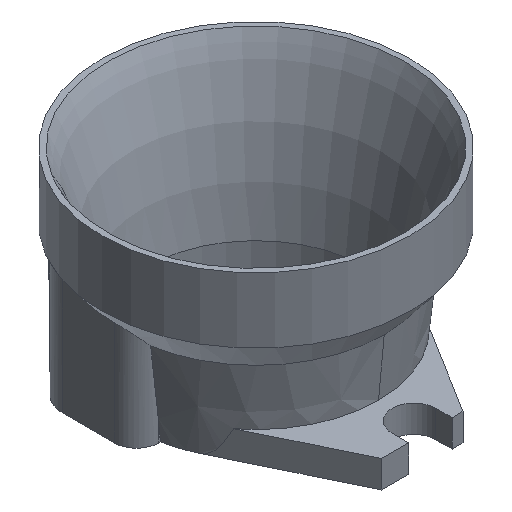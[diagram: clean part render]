
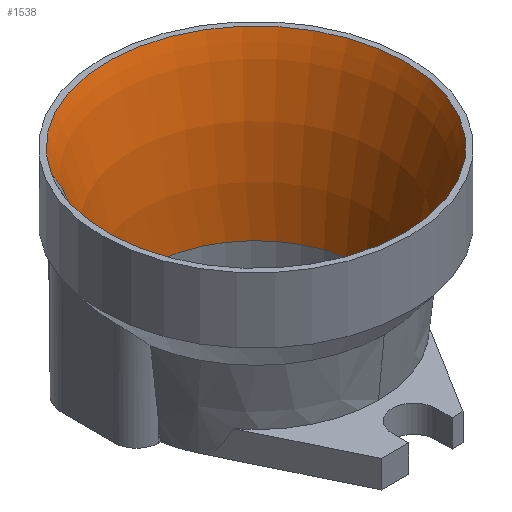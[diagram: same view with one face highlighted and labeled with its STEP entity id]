
A CAD part, isometric view. The second image highlights one B-rep face of the part: STEP entity #1538.
In plain terms, the highlighted face is a revolution surface.
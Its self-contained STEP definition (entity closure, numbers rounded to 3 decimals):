
#959 = VERTEX_POINT('',#960);
#960 = CARTESIAN_POINT('',(20.,0.,5.));
#965 = EDGE_CURVE('',#959,#966,#968,.T.);
#966 = VERTEX_POINT('',#967);
#967 = CARTESIAN_POINT('',(0.,-20.,5.));
#968 = CIRCLE('',#969,20.);
#969 = AXIS2_PLACEMENT_3D('',#970,#971,#972);
#970 = CARTESIAN_POINT('',(0.,0.,5.));
#971 = DIRECTION('',(0.,0.,-1.));
#972 = DIRECTION('',(1.,0.,0.));
#984 = VERTEX_POINT('',#985);
#985 = CARTESIAN_POINT('',(-13.159,15.061,5.));
#992 = EDGE_CURVE('',#984,#959,#993,.T.);
#993 = CIRCLE('',#994,20.);
#994 = AXIS2_PLACEMENT_3D('',#995,#996,#997);
#995 = CARTESIAN_POINT('',(0.,0.,5.));
#996 = DIRECTION('',(0.,0.,-1.));
#997 = DIRECTION('',(1.,0.,0.));
#1538 = ADVANCED_FACE('',(#1539),#1594,.T.);
#1539 = FACE_BOUND('',#1540,.T.);
#1540 = EDGE_LOOP('',(#1541,#1549,#1558,#1577,#1592,#1593));
#1541 = ORIENTED_EDGE('',*,*,#1542,.F.);
#1542 = EDGE_CURVE('',#1543,#966,#1545,.T.);
#1543 = VERTEX_POINT('',#1544);
#1544 = CARTESIAN_POINT('',(0.,-27.25,34.));
#1545 = B_SPLINE_CURVE_WITH_KNOTS('',2,(#1546,#1547,#1548),
  .UNSPECIFIED.,.F.,.F.,(3,3),(0.,0.822),
  .PIECEWISE_BEZIER_KNOTS.);
#1546 = CARTESIAN_POINT('',(0.,-27.25,34.));
#1547 = CARTESIAN_POINT('',(0.,-21.602,23.132));
#1548 = CARTESIAN_POINT('',(0.,-20.,5.));
#1549 = ORIENTED_EDGE('',*,*,#1550,.T.);
#1550 = EDGE_CURVE('',#1543,#1551,#1553,.T.);
#1551 = VERTEX_POINT('',#1552);
#1552 = CARTESIAN_POINT('',(-23.145,14.384,34.));
#1553 = CIRCLE('',#1554,27.25);
#1554 = AXIS2_PLACEMENT_3D('',#1555,#1556,#1557);
#1555 = CARTESIAN_POINT('',(0.,0.,34.));
#1556 = DIRECTION('',(0.,0.,1.));
#1557 = DIRECTION('',(0.,-1.,0.));
#1558 = ORIENTED_EDGE('',*,*,#1559,.T.);
#1559 = EDGE_CURVE('',#1551,#1560,#1562,.T.);
#1560 = VERTEX_POINT('',#1561);
#1561 = CARTESIAN_POINT('',(-20.5,15.061,30.074));
#1562 = B_SPLINE_CURVE_WITH_KNOTS('',7,(#1563,#1564,#1565,#1566,#1567,
    #1568,#1569,#1570,#1571,#1572,#1573,#1574,#1575,#1576),
  .UNSPECIFIED.,.F.,.F.,(8,6,8),(0.,0.503,1.),.UNSPECIFIED.);
#1563 = CARTESIAN_POINT('',(-23.145,14.384,34.));
#1564 = CARTESIAN_POINT('',(-22.91,14.512,
    33.748));
#1565 = CARTESIAN_POINT('',(-22.684,14.619,
    33.486));
#1566 = CARTESIAN_POINT('',(-22.466,14.708,
    33.218));
#1567 = CARTESIAN_POINT('',(-22.256,14.782,
    32.944));
#1568 = CARTESIAN_POINT('',(-22.053,14.844,
    32.665));
#1569 = CARTESIAN_POINT('',(-21.858,14.894,
    32.383));
#1570 = CARTESIAN_POINT('',(-21.484,14.976,
    31.816));
#1571 = CARTESIAN_POINT('',(-21.304,15.007,
    31.531));
#1572 = CARTESIAN_POINT('',(-21.132,15.03,
    31.243));
#1573 = CARTESIAN_POINT('',(-20.965,15.046,
    30.953));
#1574 = CARTESIAN_POINT('',(-20.805,15.057,
    30.662));
#1575 = CARTESIAN_POINT('',(-20.65,15.061,
    30.369));
#1576 = CARTESIAN_POINT('',(-20.5,15.061,30.074));
#1577 = ORIENTED_EDGE('',*,*,#1578,.T.);
#1578 = EDGE_CURVE('',#1560,#984,#1579,.T.);
#1579 = B_SPLINE_CURVE_WITH_KNOTS('',6,(#1580,#1581,#1582,#1583,#1584,
    #1585,#1586,#1587,#1588,#1589,#1590,#1591),.UNSPECIFIED.,.F.,.F.,(7,
    5,7),(0.,0.463,1.),.UNSPECIFIED.);
#1580 = CARTESIAN_POINT('',(-20.5,15.061,30.074));
#1581 = CARTESIAN_POINT('',(-19.582,15.061,
    28.267));
#1582 = CARTESIAN_POINT('',(-18.743,15.061,
    26.42));
#1583 = CARTESIAN_POINT('',(-17.977,15.061,
    24.541));
#1584 = CARTESIAN_POINT('',(-17.277,15.061,
    22.637));
#1585 = CARTESIAN_POINT('',(-16.641,15.061,
    20.712));
#1586 = CARTESIAN_POINT('',(-15.395,15.061,
    16.518));
#1587 = CARTESIAN_POINT('',(-14.806,15.061,
    14.244));
#1588 = CARTESIAN_POINT('',(-14.292,15.061,
    11.952));
#1589 = CARTESIAN_POINT('',(-13.848,15.061,
    9.645));
#1590 = CARTESIAN_POINT('',(-13.471,15.061,
    7.327));
#1591 = CARTESIAN_POINT('',(-13.159,15.061,5.));
#1592 = ORIENTED_EDGE('',*,*,#992,.T.);
#1593 = ORIENTED_EDGE('',*,*,#965,.T.);
#1594 = SURFACE_OF_REVOLUTION('',#1595,#1599);
#1595 = B_SPLINE_CURVE_WITH_KNOTS('',2,(#1596,#1597,#1598),
  .UNSPECIFIED.,.F.,.F.,(3,3),(0.,0.822),
  .PIECEWISE_BEZIER_KNOTS.);
#1596 = CARTESIAN_POINT('',(0.,-27.25,34.));
#1597 = CARTESIAN_POINT('',(0.,-21.602,23.132));
#1598 = CARTESIAN_POINT('',(0.,-20.,5.));
#1599 = AXIS1_PLACEMENT('',#1600,#1601);
#1600 = CARTESIAN_POINT('',(0.,0.,0.));
#1601 = DIRECTION('',(0.,0.,1.));
